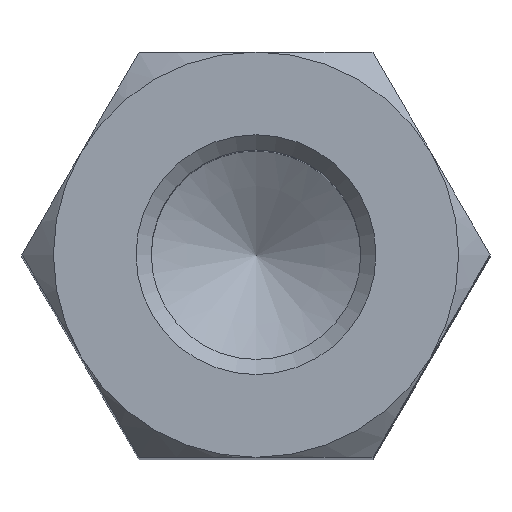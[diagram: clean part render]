
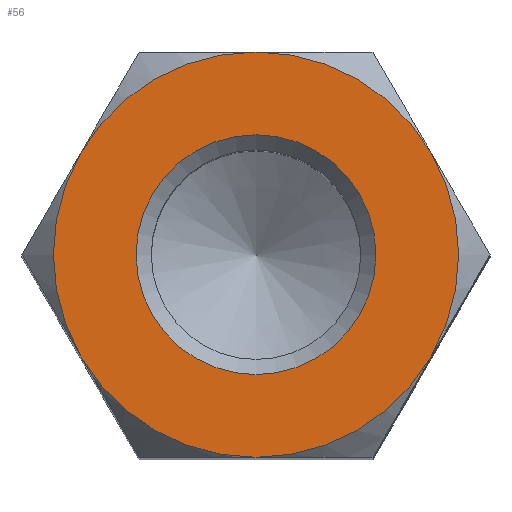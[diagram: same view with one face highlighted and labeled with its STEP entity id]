
A CAD part, top view. The second image highlights one B-rep face of the part: STEP entity #56.
In plain terms, the highlighted planar face has unit normal (0, 0, 1).
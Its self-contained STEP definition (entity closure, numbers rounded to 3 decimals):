
#56 = ADVANCED_FACE( '', ( #131, #132 ), #133, .F. );
#131 = FACE_BOUND( '', #232, .T. );
#132 = FACE_OUTER_BOUND( '', #233, .T. );
#133 = PLANE( '', #234 );
#232 = EDGE_LOOP( '', ( #338 ) );
#233 = EDGE_LOOP( '', ( #339, #340, #341, #342, #343, #344 ) );
#234 = AXIS2_PLACEMENT_3D( '', #345, #346, #347 );
#338 = ORIENTED_EDGE( '', *, *, #546, .T. );
#339 = ORIENTED_EDGE( '', *, *, #547, .T. );
#340 = ORIENTED_EDGE( '', *, *, #548, .T. );
#341 = ORIENTED_EDGE( '', *, *, #549, .T. );
#342 = ORIENTED_EDGE( '', *, *, #550, .T. );
#343 = ORIENTED_EDGE( '', *, *, #551, .T. );
#344 = ORIENTED_EDGE( '', *, *, #552, .T. );
#345 = CARTESIAN_POINT( '', ( 0., 0., 15. ) );
#346 = DIRECTION( '', ( 0., 0., -1. ) );
#347 = DIRECTION( '', ( -1., 0., 0. ) );
#546 = EDGE_CURVE( '', #635, #635, #636, .T. );
#547 = EDGE_CURVE( '', #637, #638, #639, .F. );
#548 = EDGE_CURVE( '', #638, #640, #641, .F. );
#549 = EDGE_CURVE( '', #640, #642, #643, .F. );
#550 = EDGE_CURVE( '', #642, #627, #644, .F. );
#551 = EDGE_CURVE( '', #627, #645, #646, .F. );
#552 = EDGE_CURVE( '', #645, #637, #647, .T. );
#627 = VERTEX_POINT( '', #757 );
#635 = VERTEX_POINT( '', #783 );
#636 = CIRCLE( '', #784, 2.367 );
#637 = VERTEX_POINT( '', #785 );
#638 = VERTEX_POINT( '', #786 );
#639 = CIRCLE( '', #787, 4. );
#640 = VERTEX_POINT( '', #788 );
#641 = CIRCLE( '', #789, 4. );
#642 = VERTEX_POINT( '', #790 );
#643 = CIRCLE( '', #791, 4. );
#644 = CIRCLE( '', #792, 4. );
#645 = VERTEX_POINT( '', #793 );
#646 = CIRCLE( '', #794, 4. );
#647 = CIRCLE( '', #795, 4. );
#757 = CARTESIAN_POINT( '', ( 3.464, 2., 15. ) );
#783 = CARTESIAN_POINT( '', ( 0., 2.367, 15. ) );
#784 = AXIS2_PLACEMENT_3D( '', #997, #998, #999 );
#785 = CARTESIAN_POINT( '', ( -3.464, 2., 15. ) );
#786 = CARTESIAN_POINT( '', ( -3.464, -2., 15. ) );
#787 = AXIS2_PLACEMENT_3D( '', #1000, #1001, #1002 );
#788 = CARTESIAN_POINT( '', ( 0., -4., 15. ) );
#789 = AXIS2_PLACEMENT_3D( '', #1003, #1004, #1005 );
#790 = CARTESIAN_POINT( '', ( 3.464, -2., 15. ) );
#791 = AXIS2_PLACEMENT_3D( '', #1006, #1007, #1008 );
#792 = AXIS2_PLACEMENT_3D( '', #1009, #1010, #1011 );
#793 = CARTESIAN_POINT( '', ( 0., 4., 15. ) );
#794 = AXIS2_PLACEMENT_3D( '', #1012, #1013, #1014 );
#795 = AXIS2_PLACEMENT_3D( '', #1015, #1016, #1017 );
#997 = CARTESIAN_POINT( '', ( 0., 0., 15. ) );
#998 = DIRECTION( '', ( 0., 0., -1. ) );
#999 = DIRECTION( '', ( 0., 1., 0. ) );
#1000 = CARTESIAN_POINT( '', ( 0., 0., 15. ) );
#1001 = DIRECTION( '', ( 0., 0., -1. ) );
#1002 = DIRECTION( '', ( -1., 0., 0. ) );
#1003 = CARTESIAN_POINT( '', ( 0., 0., 15. ) );
#1004 = DIRECTION( '', ( 0., 0., -1. ) );
#1005 = DIRECTION( '', ( -1., 0., 0. ) );
#1006 = CARTESIAN_POINT( '', ( 0., 0., 15. ) );
#1007 = DIRECTION( '', ( 0., 0., -1. ) );
#1008 = DIRECTION( '', ( -1., 0., 0. ) );
#1009 = CARTESIAN_POINT( '', ( 0., 0., 15. ) );
#1010 = DIRECTION( '', ( 0., 0., -1. ) );
#1011 = DIRECTION( '', ( -1., 0., 0. ) );
#1012 = CARTESIAN_POINT( '', ( 0., 0., 15. ) );
#1013 = DIRECTION( '', ( 0., 0., -1. ) );
#1014 = DIRECTION( '', ( -1., 0., 0. ) );
#1015 = CARTESIAN_POINT( '', ( 0., 0., 15. ) );
#1016 = DIRECTION( '', ( 0., 0., 1. ) );
#1017 = DIRECTION( '', ( 1., 0., 0. ) );
